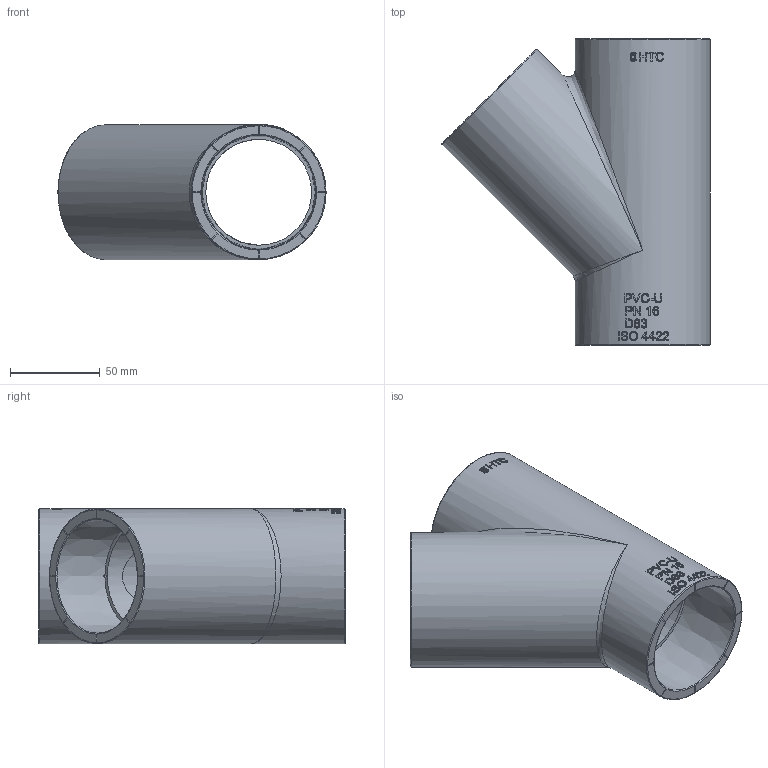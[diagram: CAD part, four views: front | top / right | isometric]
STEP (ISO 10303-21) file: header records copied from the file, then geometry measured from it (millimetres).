
FILE_DESCRIPTION(/* description */ (''),/* implementation_level */ '2;1');
FILE_NAME(/* name */ '63.stp',/* time_stamp */ '2026-03-05T11:27:35+08:00',/* author */ (''),/* organization */ (''),/* preprocessor_version */ 'ST-DEVELOPER v16',/* originating_system */ 'SIEMENS PLM Software NX 10.0',/* authorisation */ '');
FILE_SCHEMA (('AUTOMOTIVE_DESIGN { 1 0 10303 214 3 1 1 1 }'));
Length unit declared in the file: millimetre
Products named in the file (1): gelv1304D832eibe
Bounding box: 149.54 x 171.09 x 75.5 mm (x, y, z)
Volume: 349249.9 mm3; surface area: 103047.4 mm2
Topology: 1 solids, 1 shells, 423 faces, 1155 edges, 716 vertices
Faces by surface type: plane 165, extrusion 150, cylinder 49, sphere 48, torus 6, cone 3, bspline 2
Full cylindrical faces by diameter (mm): 2 x1, 3 x1, 59 x2, 75.2 x2
Entity records: 16151 total; most frequent: CARTESIAN_POINT 6328, ORIENTED_EDGE 2160, DIRECTION 1670, EDGE_CURVE 1080, VERTEX_POINT 723, AXIS2_PLACEMENT_3D 572, B_SPLINE_CURVE_WITH_KNOTS 554, VECTOR 526
